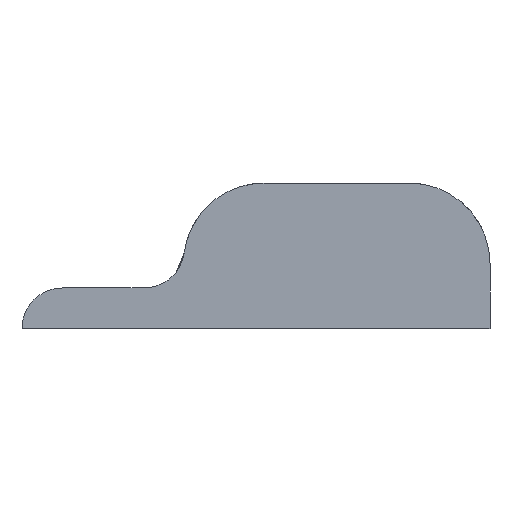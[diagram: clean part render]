
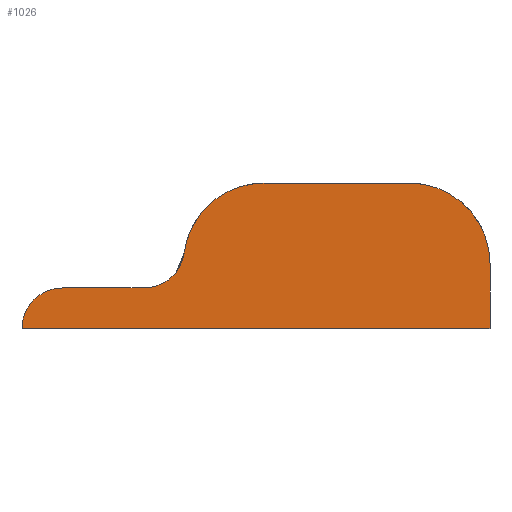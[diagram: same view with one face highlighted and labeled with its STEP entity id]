
A CAD part, top view. The second image highlights one B-rep face of the part: STEP entity #1026.
In plain terms, the highlighted planar face has unit normal (0, 0, 1).
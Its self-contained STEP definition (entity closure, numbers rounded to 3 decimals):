
#28 = EDGE_CURVE ( 'NONE', #477, #1831, #806, .T. ) ;
#62 = LINE ( 'NONE', #1254, #2117 ) ;
#154 = CIRCLE ( 'NONE', #1899, 10. ) ;
#159 = EDGE_CURVE ( 'NONE', #1050, #472, #154, .T. ) ;
#162 = CIRCLE ( 'NONE', #2014, 5. ) ;
#275 = CARTESIAN_POINT ( 'NONE',  ( -23.866, -5., 25. ) ) ;
#367 = AXIS2_PLACEMENT_3D ( 'NONE', #1904, #1201, #1052 ) ;
#439 = DIRECTION ( 'NONE',  ( 0., 0., -1. ) ) ;
#464 = CARTESIAN_POINT ( 'NONE',  ( -9., -7., 25. ) ) ;
#472 = VERTEX_POINT ( 'NONE', #1424 ) ;
#477 = VERTEX_POINT ( 'NONE', #576 ) ;
#491 = DIRECTION ( 'NONE',  ( 1., 0., 0. ) ) ;
#524 = DIRECTION ( 'NONE',  ( 1., 0., 0. ) ) ;
#576 = CARTESIAN_POINT ( 'NONE',  ( -34., -10., 25. ) ) ;
#577 = DIRECTION ( 'NONE',  ( 1., 0., 0. ) ) ;
#592 = VERTEX_POINT ( 'NONE', #1181 ) ;
#615 = VECTOR ( 'NONE', #1642, 1000. ) ;
#623 = DIRECTION ( 'NONE',  ( 1., 0., 0. ) ) ;
#702 = CARTESIAN_POINT ( 'NONE',  ( -9., 3., 25. ) ) ;
#805 = ORIENTED_EDGE ( 'NONE', *, *, #1267, .T. ) ;
#806 = CIRCLE ( 'NONE', #2046, 5. ) ;
#856 = EDGE_CURVE ( 'NONE', #1831, #1190, #62, .T. ) ;
#870 = VECTOR ( 'NONE', #1503, 1000. ) ;
#900 = EDGE_LOOP ( 'NONE', ( #1174, #1791, #933, #1813, #1163, #805, #1134, #1256 ) ) ;
#929 = DIRECTION ( 'NONE',  ( 0., 0., 1. ) ) ;
#930 = CARTESIAN_POINT ( 'NONE',  ( 9., 3., 25. ) ) ;
#933 = ORIENTED_EDGE ( 'NONE', *, *, #856, .T. ) ;
#955 = CARTESIAN_POINT ( 'NONE',  ( 0., 3., 25. ) ) ;
#970 = CARTESIAN_POINT ( 'NONE',  ( 19., 0., 25. ) ) ;
#1026 = ADVANCED_FACE ( 'NONE', ( #1861 ), #1885, .T. ) ;
#1050 = VERTEX_POINT ( 'NONE', #702 ) ;
#1052 = DIRECTION ( 'NONE',  ( 1., 0., 0. ) ) ;
#1130 = CARTESIAN_POINT ( 'NONE',  ( -39., -15., 25. ) ) ;
#1134 = ORIENTED_EDGE ( 'NONE', *, *, #159, .T. ) ;
#1157 = CIRCLE ( 'NONE', #1515, 10. ) ;
#1163 = ORIENTED_EDGE ( 'NONE', *, *, #1323, .T. ) ;
#1167 = CARTESIAN_POINT ( 'NONE',  ( 0., -10., 25. ) ) ;
#1174 = ORIENTED_EDGE ( 'NONE', *, *, #1481, .F. ) ;
#1181 = CARTESIAN_POINT ( 'NONE',  ( 19., -7., 25. ) ) ;
#1190 = VERTEX_POINT ( 'NONE', #1935 ) ;
#1201 = DIRECTION ( 'NONE',  ( 0., 0., 1. ) ) ;
#1207 = DIRECTION ( 'NONE',  ( 0., 0., 1. ) ) ;
#1254 = CARTESIAN_POINT ( 'NONE',  ( 0., -15., 25. ) ) ;
#1256 = ORIENTED_EDGE ( 'NONE', *, *, #2148, .T. ) ;
#1267 = EDGE_CURVE ( 'NONE', #1675, #1050, #1476, .T. ) ;
#1323 = EDGE_CURVE ( 'NONE', #592, #1675, #1157, .T. ) ;
#1329 = DIRECTION ( 'NONE',  ( 1., 0., 0. ) ) ;
#1331 = VERTEX_POINT ( 'NONE', #2044 ) ;
#1387 = EDGE_CURVE ( 'NONE', #1190, #592, #1640, .T. ) ;
#1424 = CARTESIAN_POINT ( 'NONE',  ( -18.911, -5.667, 25. ) ) ;
#1450 = VECTOR ( 'NONE', #491, 1000. ) ;
#1476 = LINE ( 'NONE', #955, #615 ) ;
#1481 = EDGE_CURVE ( 'NONE', #477, #1331, #2029, .T. ) ;
#1503 = DIRECTION ( 'NONE',  ( 0., 1., 0. ) ) ;
#1515 = AXIS2_PLACEMENT_3D ( 'NONE', #1517, #1207, #524 ) ;
#1517 = CARTESIAN_POINT ( 'NONE',  ( 9., -7., 25. ) ) ;
#1585 = CARTESIAN_POINT ( 'NONE',  ( -34., -15., 25. ) ) ;
#1640 = LINE ( 'NONE', #970, #870 ) ;
#1642 = DIRECTION ( 'NONE',  ( -1., 0., 0. ) ) ;
#1645 = DIRECTION ( 'NONE',  ( 0., 0., 1. ) ) ;
#1675 = VERTEX_POINT ( 'NONE', #930 ) ;
#1762 = DIRECTION ( 'NONE',  ( 1., 0., 0. ) ) ;
#1791 = ORIENTED_EDGE ( 'NONE', *, *, #28, .T. ) ;
#1813 = ORIENTED_EDGE ( 'NONE', *, *, #1387, .T. ) ;
#1831 = VERTEX_POINT ( 'NONE', #1130 ) ;
#1861 = FACE_OUTER_BOUND ( 'NONE', #900, .T. ) ;
#1885 = PLANE ( 'NONE',  #367 ) ;
#1899 = AXIS2_PLACEMENT_3D ( 'NONE', #464, #1645, #623 ) ;
#1904 = CARTESIAN_POINT ( 'NONE',  ( 0., 0., 25. ) ) ;
#1935 = CARTESIAN_POINT ( 'NONE',  ( 19., -15., 25. ) ) ;
#2014 = AXIS2_PLACEMENT_3D ( 'NONE', #275, #439, #1329 ) ;
#2029 = LINE ( 'NONE', #1167, #1450 ) ;
#2044 = CARTESIAN_POINT ( 'NONE',  ( -23.866, -10., 25. ) ) ;
#2046 = AXIS2_PLACEMENT_3D ( 'NONE', #1585, #929, #577 ) ;
#2117 = VECTOR ( 'NONE', #1762, 1000. ) ;
#2148 = EDGE_CURVE ( 'NONE', #472, #1331, #162, .T. ) ;
